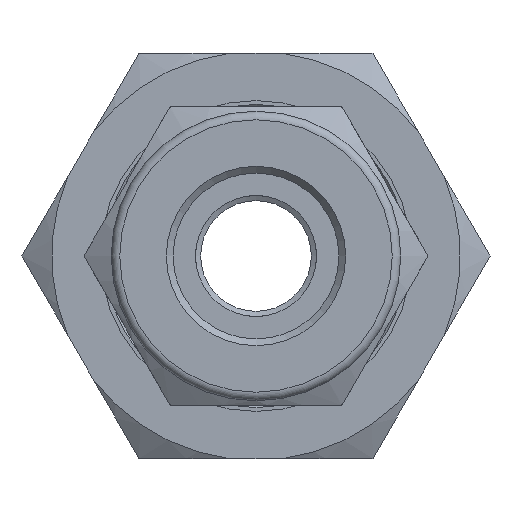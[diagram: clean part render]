
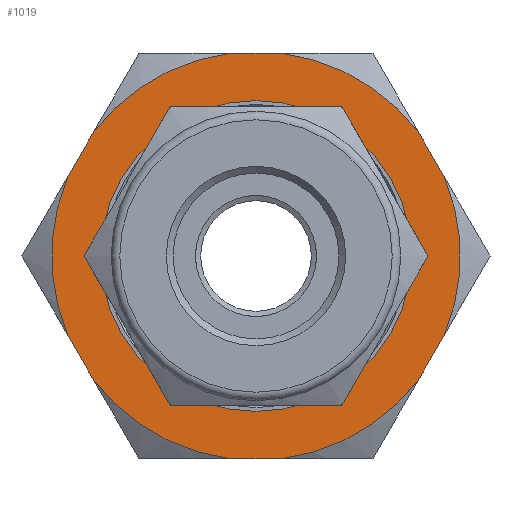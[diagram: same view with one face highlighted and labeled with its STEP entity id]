
A CAD part, left-side view. The second image highlights one B-rep face of the part: STEP entity #1019.
In plain terms, the highlighted planar face has unit normal (-1, 0, 0).
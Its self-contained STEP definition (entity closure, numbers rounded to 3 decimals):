
#63=FACE_BOUND('',#251,.T.);
#87=CIRCLE('',#1088,7.5);
#115=CIRCLE('',#1147,12.);
#116=CIRCLE('',#1149,12.);
#117=CIRCLE('',#1151,12.);
#118=CIRCLE('',#1153,12.);
#119=CIRCLE('',#1155,12.);
#120=CIRCLE('',#1157,12.);
#181=FACE_OUTER_BOUND('',#250,.T.);
#250=EDGE_LOOP('',(#893,#894,#895,#896,#897,#898,#899,#900,#901,#902,#903,
#904));
#251=EDGE_LOOP('',(#905));
#293=LINE('',#1692,#345);
#295=LINE('',#1708,#347);
#298=LINE('',#1730,#350);
#303=LINE('',#1760,#355);
#306=LINE('',#1782,#358);
#307=LINE('',#1796,#359);
#345=VECTOR('',#1367,10.);
#347=VECTOR('',#1371,10.);
#350=VECTOR('',#1376,10.);
#355=VECTOR('',#1383,10.);
#358=VECTOR('',#1388,10.);
#359=VECTOR('',#1391,10.);
#436=VERTEX_POINT('',#1603);
#460=VERTEX_POINT('',#1687);
#461=VERTEX_POINT('',#1691);
#464=VERTEX_POINT('',#1703);
#465=VERTEX_POINT('',#1707);
#470=VERTEX_POINT('',#1725);
#471=VERTEX_POINT('',#1729);
#479=VERTEX_POINT('',#1755);
#480=VERTEX_POINT('',#1759);
#485=VERTEX_POINT('',#1777);
#486=VERTEX_POINT('',#1781);
#488=VERTEX_POINT('',#1791);
#489=VERTEX_POINT('',#1795);
#548=EDGE_CURVE('',#436,#436,#87,.T.);
#586=EDGE_CURVE('',#461,#460,#293,.T.);
#591=EDGE_CURVE('',#465,#464,#295,.T.);
#598=EDGE_CURVE('',#471,#470,#298,.T.);
#608=EDGE_CURVE('',#480,#479,#303,.T.);
#615=EDGE_CURVE('',#486,#485,#306,.T.);
#619=EDGE_CURVE('',#489,#488,#307,.T.);
#629=EDGE_CURVE('',#471,#488,#115,.T.);
#630=EDGE_CURVE('',#489,#485,#116,.T.);
#631=EDGE_CURVE('',#465,#470,#117,.T.);
#632=EDGE_CURVE('',#486,#479,#118,.T.);
#633=EDGE_CURVE('',#480,#460,#119,.T.);
#634=EDGE_CURVE('',#461,#464,#120,.T.);
#893=ORIENTED_EDGE('',*,*,#586,.T.);
#894=ORIENTED_EDGE('',*,*,#633,.F.);
#895=ORIENTED_EDGE('',*,*,#608,.T.);
#896=ORIENTED_EDGE('',*,*,#632,.F.);
#897=ORIENTED_EDGE('',*,*,#615,.T.);
#898=ORIENTED_EDGE('',*,*,#630,.F.);
#899=ORIENTED_EDGE('',*,*,#619,.T.);
#900=ORIENTED_EDGE('',*,*,#629,.F.);
#901=ORIENTED_EDGE('',*,*,#598,.T.);
#902=ORIENTED_EDGE('',*,*,#631,.F.);
#903=ORIENTED_EDGE('',*,*,#591,.T.);
#904=ORIENTED_EDGE('',*,*,#634,.F.);
#905=ORIENTED_EDGE('',*,*,#548,.T.);
#962=PLANE('',#1156);
#1019=ADVANCED_FACE('',(#181,#63),#962,.T.);
#1088=AXIS2_PLACEMENT_3D('',#1604,#1272,#1273);
#1147=AXIS2_PLACEMENT_3D('',#1818,#1419,#1420);
#1149=AXIS2_PLACEMENT_3D('',#1820,#1423,#1424);
#1151=AXIS2_PLACEMENT_3D('',#1822,#1427,#1428);
#1153=AXIS2_PLACEMENT_3D('',#1824,#1431,#1432);
#1155=AXIS2_PLACEMENT_3D('',#1826,#1435,#1436);
#1156=AXIS2_PLACEMENT_3D('',#1827,#1437,#1438);
#1157=AXIS2_PLACEMENT_3D('',#1828,#1439,#1440);
#1272=DIRECTION('center_axis',(1.,0.,0.));
#1273=DIRECTION('ref_axis',(0.,1.,0.));
#1367=DIRECTION('',(0.,0.5,0.866));
#1371=DIRECTION('',(0.,-0.5,0.866));
#1376=DIRECTION('',(0.,-1.,0.));
#1383=DIRECTION('',(0.,1.,0.));
#1388=DIRECTION('',(0.,0.5,-0.866));
#1391=DIRECTION('',(0.,-0.5,-0.866));
#1419=DIRECTION('center_axis',(1.,0.,0.));
#1420=DIRECTION('ref_axis',(0.,0.,-1.));
#1423=DIRECTION('center_axis',(1.,0.,0.));
#1424=DIRECTION('ref_axis',(0.,0.,-1.));
#1427=DIRECTION('center_axis',(1.,0.,0.));
#1428=DIRECTION('ref_axis',(0.,0.,-1.));
#1431=DIRECTION('center_axis',(1.,0.,0.));
#1432=DIRECTION('ref_axis',(0.,0.,-1.));
#1435=DIRECTION('center_axis',(1.,0.,0.));
#1436=DIRECTION('ref_axis',(0.,0.,-1.));
#1437=DIRECTION('center_axis',(-1.,0.,0.));
#1438=DIRECTION('ref_axis',(0.,0.,1.));
#1439=DIRECTION('center_axis',(1.,0.,0.));
#1440=DIRECTION('ref_axis',(0.,0.,-1.));
#1603=CARTESIAN_POINT('',(19.414,-7.5,0.));
#1604=CARTESIAN_POINT('Origin',(19.414,0.,0.));
#1687=CARTESIAN_POINT('',(19.414,-9.533,7.289));
#1691=CARTESIAN_POINT('',(19.414,-11.079,4.611));
#1692=CARTESIAN_POINT('',(19.414,-10.523,5.573));
#1703=CARTESIAN_POINT('',(19.414,-11.079,-4.611));
#1707=CARTESIAN_POINT('',(19.414,-9.533,-7.289));
#1708=CARTESIAN_POINT('',(19.414,-7.088,-11.523));
#1725=CARTESIAN_POINT('',(19.414,-1.546,-11.9));
#1729=CARTESIAN_POINT('',(19.414,1.546,-11.9));
#1730=CARTESIAN_POINT('',(19.414,9.435,-11.9));
#1755=CARTESIAN_POINT('',(19.414,1.546,11.9));
#1759=CARTESIAN_POINT('',(19.414,-1.546,11.9));
#1760=CARTESIAN_POINT('',(19.414,2.565,11.9));
#1777=CARTESIAN_POINT('',(19.414,11.079,4.611));
#1781=CARTESIAN_POINT('',(19.414,9.533,7.289));
#1782=CARTESIAN_POINT('',(19.414,10.088,6.327));
#1791=CARTESIAN_POINT('',(19.414,9.533,-7.289));
#1795=CARTESIAN_POINT('',(19.414,11.079,-4.611));
#1796=CARTESIAN_POINT('',(19.414,13.523,-0.377));
#1818=CARTESIAN_POINT('Origin',(19.414,0.,0.));
#1820=CARTESIAN_POINT('Origin',(19.414,0.,0.));
#1822=CARTESIAN_POINT('Origin',(19.414,0.,0.));
#1824=CARTESIAN_POINT('Origin',(19.414,0.,0.));
#1826=CARTESIAN_POINT('Origin',(19.414,0.,0.));
#1827=CARTESIAN_POINT('Origin',(19.414,12.,0.));
#1828=CARTESIAN_POINT('Origin',(19.414,0.,0.));
